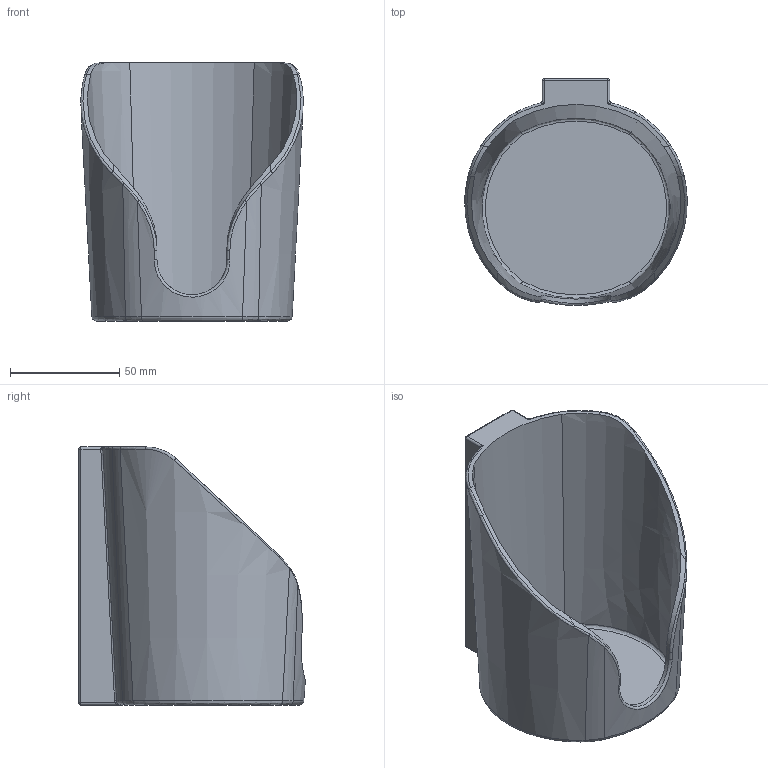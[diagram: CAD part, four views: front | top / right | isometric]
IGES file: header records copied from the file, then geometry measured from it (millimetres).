
Global section: file name: 740003.stp.ipt; native system: Autodesk Inventor 2014; preprocessor: unknown; author: zeman; date: 20151016.131541; units: millimetre
Bounding box: 101.67 x 103.56 x 118 mm (x, y, z)
Volume: 125162.5 mm3; surface area: 80027.8 mm2
Topology: 2 solids, 2 shells, 239 faces, 621 edges, 380 vertices
Faces by surface type: revolution 69, plane 65, cylinder 60, bspline 36, cone 5, sphere 4
